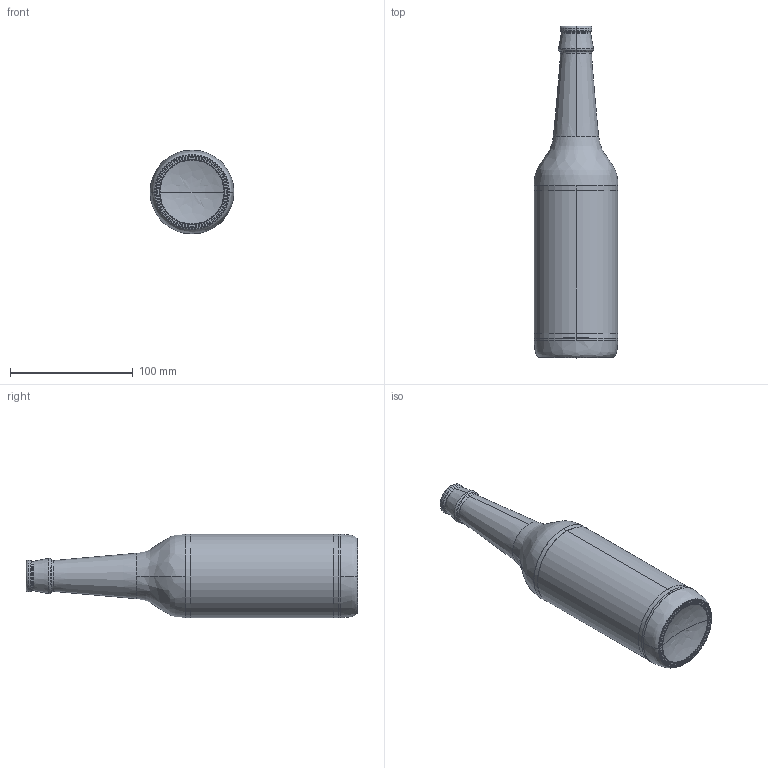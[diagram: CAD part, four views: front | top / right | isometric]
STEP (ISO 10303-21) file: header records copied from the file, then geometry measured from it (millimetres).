
FILE_DESCRIPTION (( 'STEP AP214' ), '1' );
FILE_NAME ('Longneck Flasche.STEP', '2013-02-19T14:11:17', ( '' ), ( '' ), 'SwSTEP 2.0', 'SolidWorks 2011', '' );
FILE_SCHEMA (( 'AUTOMOTIVE_DESIGN' ));
Length unit declared in the file: millimetre
Products named in the file (1): Longneck Flasche
Bounding box: 68.3 x 270.05 x 68.3 mm (x, y, z)
Volume: 166456.8 mm3; surface area: 88971.3 mm2
Topology: 1 solids, 1 shells, 516 faces, 1270 edges, 829 vertices
Faces by surface type: cylinder 236, plane 230, torus 30, cone 16, bspline 4
Entity records: 18066 total; most frequent: CARTESIAN_POINT 6294, ORIENTED_EDGE 2536, DIRECTION 2230, EDGE_CURVE 1268, AXIS2_PLACEMENT_3D 837, VERTEX_POINT 829, EDGE_LOOP 591, LINE 556
